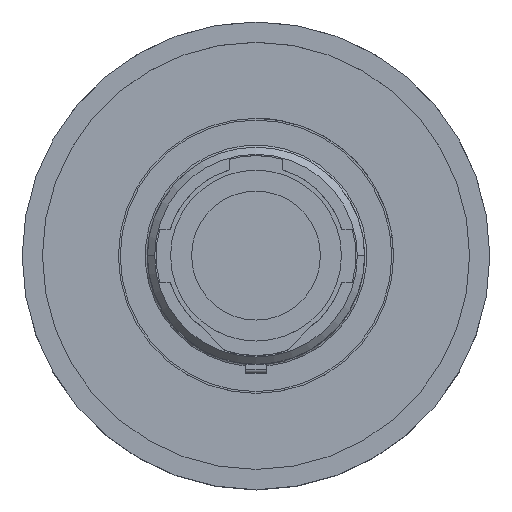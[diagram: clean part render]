
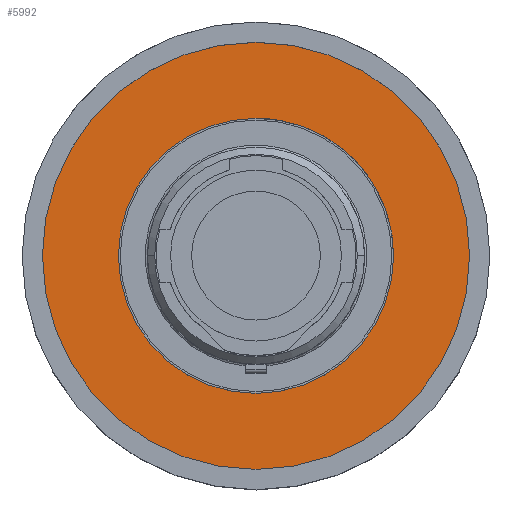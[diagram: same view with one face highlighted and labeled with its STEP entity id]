
A CAD part, top view. The second image highlights one B-rep face of the part: STEP entity #5992.
In plain terms, the highlighted planar face has unit normal (0, 0, 1).
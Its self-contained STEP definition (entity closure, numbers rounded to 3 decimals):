
#424=CARTESIAN_POINT('',(0.,0.,-15.5));
#425=DIRECTION('',(0.,0.,-1.));
#426=DIRECTION('',(0.,1.,0.));
#427=AXIS2_PLACEMENT_3D('',#424,#425,#426);
#439=CARTESIAN_POINT('',(0.,0.,-15.5));
#440=DIRECTION('',(0.,0.,1.));
#441=DIRECTION('',(0.,1.,0.));
#442=AXIS2_PLACEMENT_3D('',#439,#440,#441);
#459=CARTESIAN_POINT('',(0.,19.,-15.5));
#464=CARTESIAN_POINT('',(0.,0.,-15.5));
#465=DIRECTION('',(0.,0.,1.));
#466=DIRECTION('',(-1.,0.,0.));
#467=AXIS2_PLACEMENT_3D('',#464,#465,#466);
#472=CARTESIAN_POINT('',(0.,0.,-15.5));
#473=DIRECTION('',(0.,0.,1.));
#474=DIRECTION('',(1.,0.,0.));
#475=AXIS2_PLACEMENT_3D('',#472,#473,#474);
#4908=VERTEX_POINT('',#459);
#4909=CARTESIAN_POINT('',(-19.,0.,-15.5));
#4910=VERTEX_POINT('',#4909);
#4919=CARTESIAN_POINT('',(-29.5,0.,-15.5));
#4920=CARTESIAN_POINT('',(29.5,0.,-15.5));
#4921=VERTEX_POINT('',#4919);
#4922=VERTEX_POINT('',#4920);
#5977=CARTESIAN_POINT('',(0.,0.,-15.5));
#5978=DIRECTION('',(0.,0.,-1.));
#5979=DIRECTION('',(1.,0.,0.));
#5980=AXIS2_PLACEMENT_3D('',#5977,#5978,#5979);
#5981=PLANE('',#5980);
#5983=ORIENTED_EDGE('',*,*,#5982,.F.);
#5985=ORIENTED_EDGE('',*,*,#5984,.F.);
#5986=EDGE_LOOP('',(#5983,#5985));
#5987=FACE_OUTER_BOUND('',#5986,.F.);
#5988=ORIENTED_EDGE('',*,*,#5931,.F.);
#5989=ORIENTED_EDGE('',*,*,#5957,.T.);
#5990=EDGE_LOOP('',(#5988,#5989));
#5991=FACE_BOUND('',#5990,.F.);
#5992=ADVANCED_FACE('',(#5987,#5991),#5981,.F.);
#428=CIRCLE('',#427,19.);
#443=CIRCLE('',#442,19.);
#468=CIRCLE('',#467,29.5);
#476=CIRCLE('',#475,29.5);
#5931=EDGE_CURVE('',#4908,#4910,#428,.T.);
#5957=EDGE_CURVE('',#4908,#4910,#443,.T.);
#5982=EDGE_CURVE('',#4921,#4922,#468,.T.);
#5984=EDGE_CURVE('',#4922,#4921,#476,.T.);
